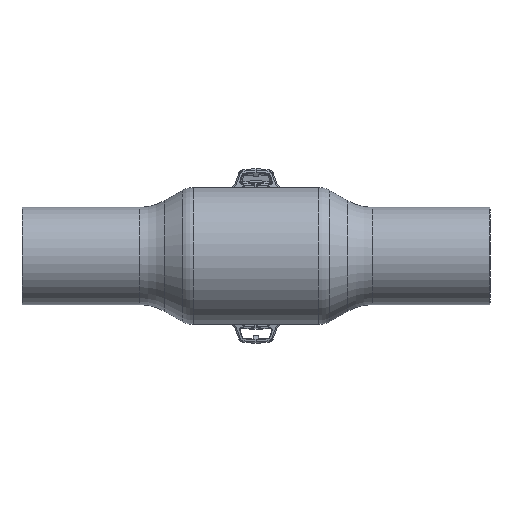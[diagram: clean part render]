
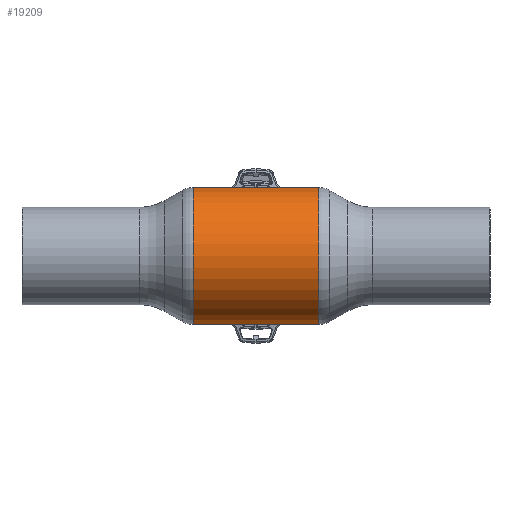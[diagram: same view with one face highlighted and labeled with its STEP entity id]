
A CAD part, front view. The second image highlights one B-rep face of the part: STEP entity #19209.
In plain terms, the highlighted cylindrical face has radius 42.5 mm (diameter 85 mm), a partial arc.
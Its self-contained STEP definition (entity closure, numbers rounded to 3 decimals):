
#22 = CIRCLE ( 'NONE', #3976, 42.5 ) ;
#168 = ORIENTED_EDGE ( 'NONE', *, *, #23162, .F. ) ;
#232 = CIRCLE ( 'NONE', #25283, 42.5 ) ;
#683 = DIRECTION ( 'NONE',  ( 0., 0., 1. ) ) ;
#2060 = DIRECTION ( 'NONE',  ( -1., 0., 0. ) ) ;
#3976 = AXIS2_PLACEMENT_3D ( 'NONE', #15907, #27018, #6385 ) ;
#5608 = DIRECTION ( 'NONE',  ( 0., 0., 1. ) ) ;
#6385 = DIRECTION ( 'NONE',  ( 0., 0., 1. ) ) ;
#6825 = EDGE_CURVE ( 'NONE', #10737, #15199, #28167, .T. ) ;
#7704 = CARTESIAN_POINT ( 'NONE',  ( -62.69, 0., 0. ) ) ;
#8559 = ORIENTED_EDGE ( 'NONE', *, *, #6825, .T. ) ;
#8744 = VERTEX_POINT ( 'NONE', #26795 ) ;
#9790 = EDGE_CURVE ( 'NONE', #15844, #8744, #18226, .T. ) ;
#10737 = VERTEX_POINT ( 'NONE', #24674 ) ;
#11868 = ORIENTED_EDGE ( 'NONE', *, *, #9790, .F. ) ;
#15199 = VERTEX_POINT ( 'NONE', #25752 ) ;
#15202 = VECTOR ( 'NONE', #20838, 1000. ) ;
#15844 = VERTEX_POINT ( 'NONE', #20472 ) ;
#15907 = CARTESIAN_POINT ( 'NONE',  ( 38.749, 0., 0. ) ) ;
#16040 = FACE_OUTER_BOUND ( 'NONE', #19819, .T. ) ;
#17121 = DIRECTION ( 'NONE',  ( -1., 0., 0. ) ) ;
#18061 = CARTESIAN_POINT ( 'NONE',  ( -62.69, 0., -42.5 ) ) ;
#18226 = LINE ( 'NONE', #18061, #15202 ) ;
#19209 = ADVANCED_FACE ( 'NONE', ( #16040 ), #29447, .T. ) ;
#19628 = DIRECTION ( 'NONE',  ( -1., 0., 0. ) ) ;
#19819 = EDGE_LOOP ( 'NONE', ( #11868, #25020, #8559, #168 ) ) ;
#20472 = CARTESIAN_POINT ( 'NONE',  ( 38.749, 0., -42.5 ) ) ;
#20838 = DIRECTION ( 'NONE',  ( -1., 0., 0. ) ) ;
#21629 = CARTESIAN_POINT ( 'NONE',  ( -38.749, 0., 0. ) ) ;
#22228 = EDGE_CURVE ( 'NONE', #15844, #10737, #22, .T. ) ;
#22428 = AXIS2_PLACEMENT_3D ( 'NONE', #7704, #17121, #683 ) ;
#22948 = CARTESIAN_POINT ( 'NONE',  ( -62.69, 0., 42.5 ) ) ;
#23162 = EDGE_CURVE ( 'NONE', #8744, #15199, #232, .T. ) ;
#24674 = CARTESIAN_POINT ( 'NONE',  ( 38.749, 0., 42.5 ) ) ;
#25020 = ORIENTED_EDGE ( 'NONE', *, *, #22228, .T. ) ;
#25283 = AXIS2_PLACEMENT_3D ( 'NONE', #21629, #19628, #5608 ) ;
#25752 = CARTESIAN_POINT ( 'NONE',  ( -38.749, 0., 42.5 ) ) ;
#26795 = CARTESIAN_POINT ( 'NONE',  ( -38.749, 0., -42.5 ) ) ;
#27018 = DIRECTION ( 'NONE',  ( -1., 0., 0. ) ) ;
#28167 = LINE ( 'NONE', #22948, #29882 ) ;
#29447 = CYLINDRICAL_SURFACE ( 'NONE', #22428, 42.5 ) ;
#29882 = VECTOR ( 'NONE', #2060, 1000. ) ;
